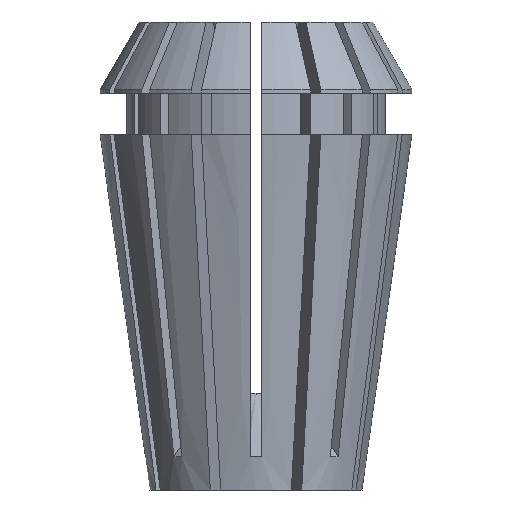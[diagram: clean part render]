
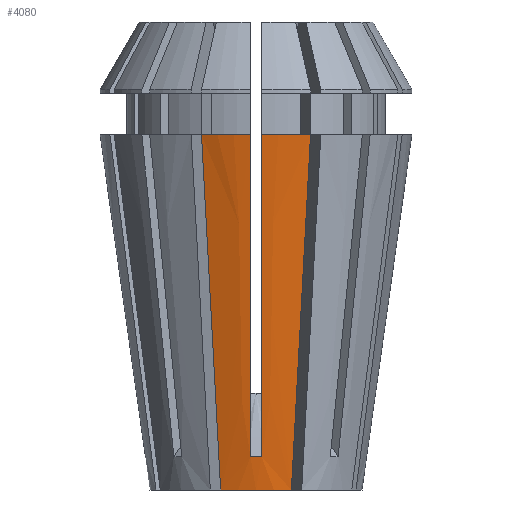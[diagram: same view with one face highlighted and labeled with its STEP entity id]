
A CAD part, left-side view. The second image highlights one B-rep face of the part: STEP entity #4080.
In plain terms, the highlighted conical face has half-angle 8 degrees and reference radius 7.141 mm.
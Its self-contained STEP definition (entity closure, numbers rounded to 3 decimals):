
#21 = VERTEX_POINT ( 'NONE', #3428 ) ;
#162 = CARTESIAN_POINT ( 'NONE',  ( -6.732, 2.383, 0. ) ) ;
#182 = CARTESIAN_POINT ( 'NONE',  ( -7.524, 0.375, 2.789 ) ) ;
#201 = CARTESIAN_POINT ( 'NONE',  ( -8.797, 0.375, 11.839 ) ) ;
#226 = CARTESIAN_POINT ( 'NONE',  ( -7.447, 0.375, 2.242 ) ) ;
#229 = EDGE_CURVE ( 'NONE', #5569, #3481, #3546, .T. ) ;
#242 = CARTESIAN_POINT ( 'NONE',  ( -10.134, -0.375, 21.342 ) ) ;
#262 = CARTESIAN_POINT ( 'NONE',  ( -7.458, 0.125, 2.231 ) ) ;
#283 = CARTESIAN_POINT ( 'NONE',  ( -8.797, -0.375, 11.839 ) ) ;
#327 = CARTESIAN_POINT ( 'NONE',  ( 0., 0., 23.9 ) ) ;
#384 = ORIENTED_EDGE ( 'NONE', *, *, #1325, .T. ) ;
#665 = CARTESIAN_POINT ( 'NONE',  ( -8.18, 0.375, 7.451 ) ) ;
#672 = CARTESIAN_POINT ( 'NONE',  ( -7.524, -0.375, 2.789 ) ) ;
#749 = B_SPLINE_CURVE_WITH_KNOTS ( 'NONE', 3,
 ( #1731, #2202, #5372, #5321, #4539, #4030, #162 ),
 .UNSPECIFIED., .F., .F.,
 ( 4, 3, 4 ),
 ( 0., 0.018, 0.024 ),
 .UNSPECIFIED. ) ;
#774 = CARTESIAN_POINT ( 'NONE',  ( -7.221, -2.585, 3.763 ) ) ;
#812 = CARTESIAN_POINT ( 'NONE',  ( -6.732, -2.383, 0. ) ) ;
#984 = CIRCLE ( 'NONE', #1623, 10.5 ) ;
#1020 = CARTESIAN_POINT ( 'NONE',  ( -7.447, 0.375, 2.242 ) ) ;
#1178 = ORIENTED_EDGE ( 'NONE', *, *, #1448, .T. ) ;
#1325 = EDGE_CURVE ( 'NONE', #4789, #3496, #4077, .T. ) ;
#1448 = EDGE_CURVE ( 'NONE', #2077, #4789, #2875, .T. ) ;
#1584 = ORIENTED_EDGE ( 'NONE', *, *, #2118, .T. ) ;
#1623 = AXIS2_PLACEMENT_3D ( 'NONE', #4644, #2007, #3749 ) ;
#1671 = ORIENTED_EDGE ( 'NONE', *, *, #4979, .F. ) ;
#1731 = CARTESIAN_POINT ( 'NONE',  ( -9.838, 3.669, 23.9 ) ) ;
#1923 = CARTESIAN_POINT ( 'NONE',  ( -10.134, 0.375, 21.342 ) ) ;
#1998 = CARTESIAN_POINT ( 'NONE',  ( -7.486, -0.375, 2.515 ) ) ;
#2007 = DIRECTION ( 'NONE',  ( 0., 0., -1. ) ) ;
#2010 = ORIENTED_EDGE ( 'NONE', *, *, #3617, .F. ) ;
#2026 = CARTESIAN_POINT ( 'NONE',  ( -7.458, -0.125, 2.231 ) ) ;
#2046 = CARTESIAN_POINT ( 'NONE',  ( -7.447, -0.375, 2.242 ) ) ;
#2077 = VERTEX_POINT ( 'NONE', #3451 ) ;
#2118 = EDGE_CURVE ( 'NONE', #3619, #21, #749, .T. ) ;
#2202 = CARTESIAN_POINT ( 'NONE',  ( -9.048, 3.342, 17.815 ) ) ;
#2301 = CARTESIAN_POINT ( 'NONE',  ( -10.494, -0.375, 23.9 ) ) ;
#2400 = CARTESIAN_POINT ( 'NONE',  ( -8.257, -3.014, 11.73 ) ) ;
#2444 = AXIS2_PLACEMENT_3D ( 'NONE', #327, #2525, #3808 ) ;
#2472 = CARTESIAN_POINT ( 'NONE',  ( -7.447, 0.375, 2.242 ) ) ;
#2494 = CARTESIAN_POINT ( 'NONE',  ( -7.447, -0.375, 2.242 ) ) ;
#2525 = DIRECTION ( 'NONE',  ( 0., 0., -1. ) ) ;
#2594 = DIRECTION ( 'NONE',  ( 1., 0., 0. ) ) ;
#2617 = CONICAL_SURFACE ( 'NONE', #3857, 7.141, 0.14 ) ;
#2629 = CARTESIAN_POINT ( 'NONE',  ( -6.732, -2.383, 0. ) ) ;
#2694 = FACE_OUTER_BOUND ( 'NONE', #3088, .T. ) ;
#2763 = CARTESIAN_POINT ( 'NONE',  ( -9.838, 3.669, 23.9 ) ) ;
#2789 = CARTESIAN_POINT ( 'NONE',  ( 0., 0., 0. ) ) ;
#2828 = DIRECTION ( 'NONE',  ( -1., 0., 0. ) ) ;
#2875 = CIRCLE ( 'NONE', #2444, 10.5 ) ;
#2896 = CARTESIAN_POINT ( 'NONE',  ( -8.18, -0.375, 7.451 ) ) ;
#3080 = DIRECTION ( 'NONE',  ( 0., 0., 1. ) ) ;
#3088 = EDGE_LOOP ( 'NONE', ( #4301, #1584, #2010, #1671, #1178, #384, #4319, #5318 ) ) ;
#3150 = B_SPLINE_CURVE_WITH_KNOTS ( 'NONE', 3,
 ( #226, #262, #2026, #2046 ),
 .UNSPECIFIED., .F., .F.,
 ( 4, 4 ),
 ( 0., 0.001 ),
 .UNSPECIFIED. ) ;
#3268 = CARTESIAN_POINT ( 'NONE',  ( -7.466, -2.687, 5.645 ) ) ;
#3428 = CARTESIAN_POINT ( 'NONE',  ( -6.732, 2.383, 0. ) ) ;
#3451 = CARTESIAN_POINT ( 'NONE',  ( -9.838, -3.669, 23.9 ) ) ;
#3481 = VERTEX_POINT ( 'NONE', #2472 ) ;
#3496 = VERTEX_POINT ( 'NONE', #2494 ) ;
#3546 = B_SPLINE_CURVE_WITH_KNOTS ( 'NONE', 3,
 ( #4958, #1923, #3620, #3640, #201, #665, #4512, #182, #3598, #1020 ),
 .UNSPECIFIED., .F., .F.,
 ( 4, 3, 3, 4 ),
 ( 0.044, 0.052, 0.065, 0.066 ),
 .UNSPECIFIED. ) ;
#3598 = CARTESIAN_POINT ( 'NONE',  ( -7.486, 0.375, 2.515 ) ) ;
#3617 = EDGE_CURVE ( 'NONE', #3701, #21, #3827, .T. ) ;
#3619 = VERTEX_POINT ( 'NONE', #2763 ) ;
#3620 = CARTESIAN_POINT ( 'NONE',  ( -9.774, 0.375, 18.785 ) ) ;
#3640 = CARTESIAN_POINT ( 'NONE',  ( -9.415, 0.375, 16.227 ) ) ;
#3683 = CARTESIAN_POINT ( 'NONE',  ( -7.563, -0.375, 3.063 ) ) ;
#3701 = VERTEX_POINT ( 'NONE', #2629 ) ;
#3709 = CARTESIAN_POINT ( 'NONE',  ( -10.494, -0.375, 23.9 ) ) ;
#3749 = DIRECTION ( 'NONE',  ( -1., 0., 0. ) ) ;
#3808 = DIRECTION ( 'NONE',  ( -1., 0., 0. ) ) ;
#3827 = CIRCLE ( 'NONE', #5233, 7.141 ) ;
#3857 = AXIS2_PLACEMENT_3D ( 'NONE', #3910, #3080, #2594 ) ;
#3910 = CARTESIAN_POINT ( 'NONE',  ( 0., 0., 0. ) ) ;
#3927 = EDGE_CURVE ( 'NONE', #5569, #3619, #984, .T. ) ;
#3986 = B_SPLINE_CURVE_WITH_KNOTS ( 'NONE', 3,
 ( #4072, #4577, #2400, #3268, #774, #5560, #812 ),
 .UNSPECIFIED., .F., .F.,
 ( 4, 3, 4 ),
 ( 0., 0.018, 0.024 ),
 .UNSPECIFIED. ) ;
#4030 = CARTESIAN_POINT ( 'NONE',  ( -6.977, 2.484, 1.882 ) ) ;
#4072 = CARTESIAN_POINT ( 'NONE',  ( -9.838, -3.669, 23.9 ) ) ;
#4077 = B_SPLINE_CURVE_WITH_KNOTS ( 'NONE', 3,
 ( #3709, #242, #4153, #4981, #283, #2896, #3683, #672, #1998, #5040 ),
 .UNSPECIFIED., .F., .F.,
 ( 4, 3, 3, 4 ),
 ( 0.044, 0.052, 0.065, 0.066 ),
 .UNSPECIFIED. ) ;
#4080 = ADVANCED_FACE ( 'NONE', ( #2694 ), #2617, .T. ) ;
#4153 = CARTESIAN_POINT ( 'NONE',  ( -9.774, -0.375, 18.785 ) ) ;
#4301 = ORIENTED_EDGE ( 'NONE', *, *, #3927, .T. ) ;
#4319 = ORIENTED_EDGE ( 'NONE', *, *, #5315, .F. ) ;
#4512 = CARTESIAN_POINT ( 'NONE',  ( -7.563, 0.375, 3.063 ) ) ;
#4539 = CARTESIAN_POINT ( 'NONE',  ( -7.221, 2.585, 3.763 ) ) ;
#4577 = CARTESIAN_POINT ( 'NONE',  ( -9.048, -3.342, 17.815 ) ) ;
#4581 = DIRECTION ( 'NONE',  ( 0., 0., -1. ) ) ;
#4644 = CARTESIAN_POINT ( 'NONE',  ( 0., 0., 23.9 ) ) ;
#4789 = VERTEX_POINT ( 'NONE', #2301 ) ;
#4958 = CARTESIAN_POINT ( 'NONE',  ( -10.494, 0.375, 23.9 ) ) ;
#4979 = EDGE_CURVE ( 'NONE', #2077, #3701, #3986, .T. ) ;
#4981 = CARTESIAN_POINT ( 'NONE',  ( -9.415, -0.375, 16.227 ) ) ;
#5040 = CARTESIAN_POINT ( 'NONE',  ( -7.447, -0.375, 2.242 ) ) ;
#5225 = CARTESIAN_POINT ( 'NONE',  ( -10.494, 0.375, 23.9 ) ) ;
#5233 = AXIS2_PLACEMENT_3D ( 'NONE', #2789, #4581, #2828 ) ;
#5315 = EDGE_CURVE ( 'NONE', #3481, #3496, #3150, .T. ) ;
#5318 = ORIENTED_EDGE ( 'NONE', *, *, #229, .F. ) ;
#5321 = CARTESIAN_POINT ( 'NONE',  ( -7.466, 2.687, 5.645 ) ) ;
#5372 = CARTESIAN_POINT ( 'NONE',  ( -8.257, 3.014, 11.73 ) ) ;
#5560 = CARTESIAN_POINT ( 'NONE',  ( -6.977, -2.484, 1.882 ) ) ;
#5569 = VERTEX_POINT ( 'NONE', #5225 ) ;
